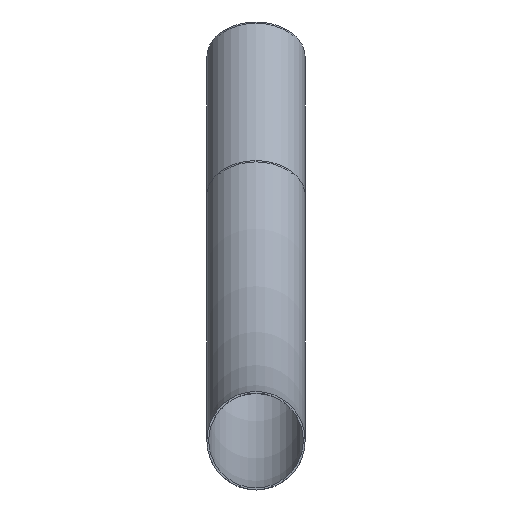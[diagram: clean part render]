
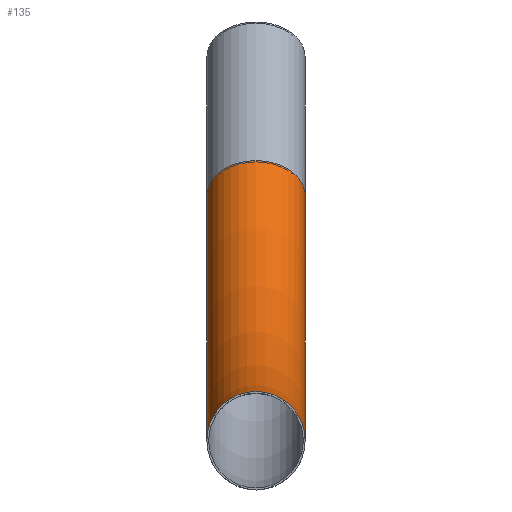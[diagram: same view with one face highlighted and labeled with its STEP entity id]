
A CAD part, top view. The second image highlights one B-rep face of the part: STEP entity #135.
In plain terms, the highlighted toroidal (fillet/blend) face has major radius 762 mm and minor radius 44.45 mm.
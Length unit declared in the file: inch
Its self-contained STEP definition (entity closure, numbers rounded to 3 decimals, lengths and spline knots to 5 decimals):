
#20=TOROIDAL_SURFACE('',#175,30.,1.75);
#25=FACE_OUTER_BOUND('',#33,.T.);
#33=EDGE_LOOP('',(#112,#113,#114,#115,#116,#117));
#55=CIRCLE('',#173,1.75);
#56=CIRCLE('',#174,1.75);
#57=CIRCLE('',#176,28.25);
#58=CIRCLE('',#177,1.75);
#59=CIRCLE('',#178,1.75);
#68=VERTEX_POINT('',#255);
#69=VERTEX_POINT('',#257);
#70=VERTEX_POINT('',#261);
#71=VERTEX_POINT('',#263);
#84=EDGE_CURVE('',#68,#69,#55,.T.);
#85=EDGE_CURVE('',#69,#68,#56,.T.);
#86=EDGE_CURVE('',#69,#70,#57,.T.);
#87=EDGE_CURVE('',#70,#71,#58,.T.);
#88=EDGE_CURVE('',#71,#70,#59,.T.);
#112=ORIENTED_EDGE('',*,*,#85,.F.);
#113=ORIENTED_EDGE('',*,*,#86,.T.);
#114=ORIENTED_EDGE('',*,*,#87,.T.);
#115=ORIENTED_EDGE('',*,*,#88,.T.);
#116=ORIENTED_EDGE('',*,*,#86,.F.);
#117=ORIENTED_EDGE('',*,*,#84,.F.);
#135=ADVANCED_FACE('',(#25),#20,.T.);
#173=AXIS2_PLACEMENT_3D('',#258,#212,#213);
#174=AXIS2_PLACEMENT_3D('',#259,#214,#215);
#175=AXIS2_PLACEMENT_3D('',#260,#216,#217);
#176=AXIS2_PLACEMENT_3D('',#262,#218,#219);
#177=AXIS2_PLACEMENT_3D('',#264,#220,#221);
#178=AXIS2_PLACEMENT_3D('',#265,#222,#223);
#212=DIRECTION('center_axis',(0.,0.707,-0.707));
#213=DIRECTION('ref_axis',(1.,0.,0.));
#214=DIRECTION('center_axis',(0.,0.707,-0.707));
#215=DIRECTION('ref_axis',(1.,0.,0.));
#216=DIRECTION('center_axis',(1.,0.,0.));
#217=DIRECTION('ref_axis',(0.,0.,-1.));
#218=DIRECTION('center_axis',(-1.,0.,0.));
#219=DIRECTION('ref_axis',(0.,0.,-1.));
#220=DIRECTION('center_axis',(0.,0.,-1.));
#221=DIRECTION('ref_axis',(1.,0.,0.));
#222=DIRECTION('center_axis',(0.,0.,-1.));
#223=DIRECTION('ref_axis',(1.,0.,0.));
#255=CARTESIAN_POINT('',(-1.75,8.7868,-28.2132));
#257=CARTESIAN_POINT('',(0.,10.02423,-26.97577));
#258=CARTESIAN_POINT('Origin',(0.,8.7868,-28.2132));
#259=CARTESIAN_POINT('Origin',(0.,8.7868,-28.2132));
#260=CARTESIAN_POINT('Origin',(0.,30.,-7.));
#261=CARTESIAN_POINT('',(0.,1.75,-7.));
#262=CARTESIAN_POINT('Origin',(0.,30.,-7.));
#263=CARTESIAN_POINT('',(-1.75,0.,-7.));
#264=CARTESIAN_POINT('Origin',(0.,0.,-7.));
#265=CARTESIAN_POINT('Origin',(0.,0.,-7.));
